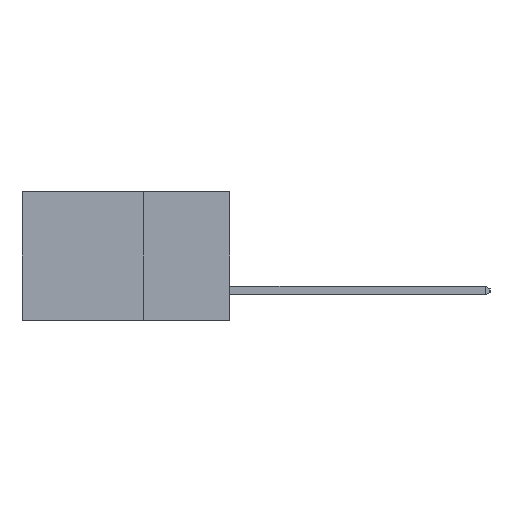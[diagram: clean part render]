
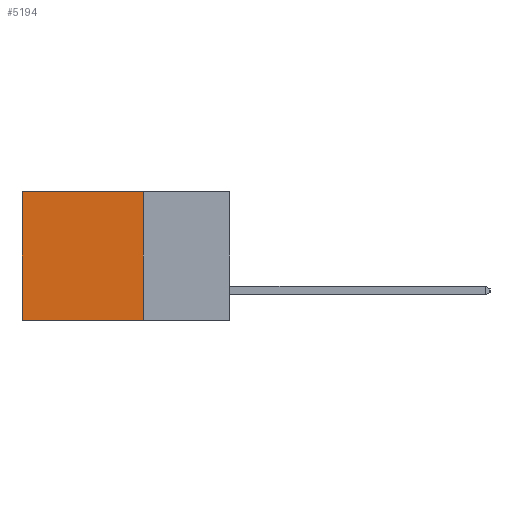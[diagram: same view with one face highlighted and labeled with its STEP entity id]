
A CAD part, left-side view. The second image highlights one B-rep face of the part: STEP entity #5194.
In plain terms, the highlighted planar face has unit normal (-1, 0, 0).
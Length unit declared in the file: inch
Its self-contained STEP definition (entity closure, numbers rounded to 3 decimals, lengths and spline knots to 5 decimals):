
#211 = EDGE_CURVE ( 'NONE', #1466, #2621, #20396, .T. ) ;
#1182 = EDGE_CURVE ( 'NONE', #5912, #1466, #22030, .T. ) ;
#1466 = VERTEX_POINT ( 'NONE', #18357 ) ;
#1887 = AXIS2_PLACEMENT_3D ( 'NONE', #15856, #25935, #14770 ) ;
#2474 = CARTESIAN_POINT ( 'NONE',  ( 0.298, 0.25, 0. ) ) ;
#2621 = VERTEX_POINT ( 'NONE', #11588 ) ;
#3109 = VECTOR ( 'NONE', #12606, 39.37008 ) ;
#3177 = EDGE_CURVE ( 'NONE', #5912, #15717, #25738, .T. ) ;
#3918 = ORIENTED_EDGE ( 'NONE', *, *, #211, .T. ) ;
#5194 = ADVANCED_FACE ( 'NONE', ( #19000 ), #15059, .F. ) ;
#5912 = VERTEX_POINT ( 'NONE', #18527 ) ;
#8403 = LINE ( 'NONE', #25702, #3109 ) ;
#8842 = CARTESIAN_POINT ( 'NONE',  ( 0.298, 0.6, 0. ) ) ;
#8934 = VECTOR ( 'NONE', #16586, 39.37008 ) ;
#11588 = CARTESIAN_POINT ( 'NONE',  ( 0.298, 0.6, -0.37 ) ) ;
#11705 = EDGE_CURVE ( 'NONE', #15717, #2621, #8403, .T. ) ;
#12606 = DIRECTION ( 'NONE',  ( 0., 1., 0. ) ) ;
#14575 = VECTOR ( 'NONE', #21164, 39.37008 ) ;
#14770 = DIRECTION ( 'NONE',  ( 0., 0., -1. ) ) ;
#15059 = PLANE ( 'NONE',  #1887 ) ;
#15717 = VERTEX_POINT ( 'NONE', #21308 ) ;
#15856 = CARTESIAN_POINT ( 'NONE',  ( 0.298, 0.25, 0. ) ) ;
#16199 = VECTOR ( 'NONE', #19681, 39.37008 ) ;
#16586 = DIRECTION ( 'NONE',  ( 0., 0., -1. ) ) ;
#16659 = ORIENTED_EDGE ( 'NONE', *, *, #1182, .T. ) ;
#17070 = CARTESIAN_POINT ( 'NONE',  ( 0.298, 0.25, 0. ) ) ;
#18357 = CARTESIAN_POINT ( 'NONE',  ( 0.298, 0.6, 0. ) ) ;
#18527 = CARTESIAN_POINT ( 'NONE',  ( 0.298, 0.25, 0. ) ) ;
#19000 = FACE_OUTER_BOUND ( 'NONE', #26274, .T. ) ;
#19681 = DIRECTION ( 'NONE',  ( 0., 1., 0. ) ) ;
#20396 = LINE ( 'NONE', #8842, #14575 ) ;
#21164 = DIRECTION ( 'NONE',  ( 0., 0., -1. ) ) ;
#21308 = CARTESIAN_POINT ( 'NONE',  ( 0.298, 0.25, -0.37 ) ) ;
#22030 = LINE ( 'NONE', #2474, #16199 ) ;
#24940 = ORIENTED_EDGE ( 'NONE', *, *, #3177, .F. ) ;
#25202 = ORIENTED_EDGE ( 'NONE', *, *, #11705, .F. ) ;
#25702 = CARTESIAN_POINT ( 'NONE',  ( 0.298, 0.25, -0.37 ) ) ;
#25738 = LINE ( 'NONE', #17070, #8934 ) ;
#25935 = DIRECTION ( 'NONE',  ( 1., 0., 0. ) ) ;
#26274 = EDGE_LOOP ( 'NONE', ( #3918, #25202, #24940, #16659 ) ) ;
